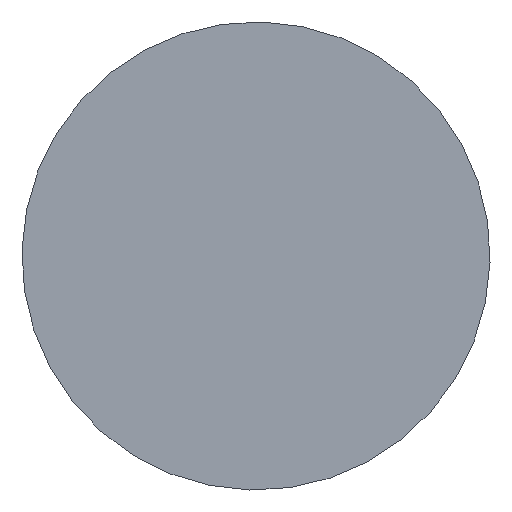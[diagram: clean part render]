
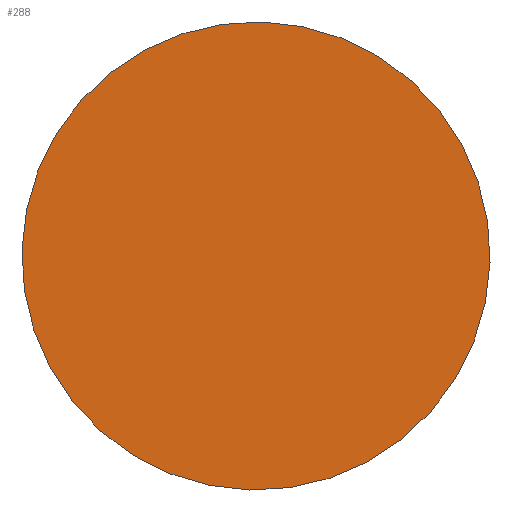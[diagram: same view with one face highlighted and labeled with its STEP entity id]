
A CAD part, front view. The second image highlights one B-rep face of the part: STEP entity #288.
In plain terms, the highlighted planar face has unit normal (0, -1, 0).
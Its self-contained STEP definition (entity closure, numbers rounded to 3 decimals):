
#41=PLANE('',#336);
#55=FACE_OUTER_BOUND('',#74,.T.);
#74=EDGE_LOOP('',(#213,#214));
#119=CIRCLE('',#337,30.);
#120=CIRCLE('',#338,30.);
#136=VERTEX_POINT('',#466);
#137=VERTEX_POINT('',#467);
#167=EDGE_CURVE('',#136,#137,#119,.T.);
#168=EDGE_CURVE('',#137,#136,#120,.T.);
#213=ORIENTED_EDGE('',*,*,#167,.F.);
#214=ORIENTED_EDGE('',*,*,#168,.F.);
#288=ADVANCED_FACE('',(#55),#41,.T.);
#336=AXIS2_PLACEMENT_3D('',#465,#390,#391);
#337=AXIS2_PLACEMENT_3D('',#468,#392,#393);
#338=AXIS2_PLACEMENT_3D('',#469,#394,#395);
#390=DIRECTION('center_axis',(0.,-1.,0.));
#391=DIRECTION('ref_axis',(0.316,0.,-0.949));
#392=DIRECTION('center_axis',(0.,1.,0.));
#393=DIRECTION('ref_axis',(-0.949,0.,-0.316));
#394=DIRECTION('center_axis',(0.,1.,0.));
#395=DIRECTION('ref_axis',(-0.949,0.,-0.316));
#465=CARTESIAN_POINT('Origin',(-14.23,-26.,-4.745));
#466=CARTESIAN_POINT('',(-28.459,-26.,-9.491));
#467=CARTESIAN_POINT('',(28.459,-26.,9.491));
#468=CARTESIAN_POINT('Origin',(0.,-26.,0.));
#469=CARTESIAN_POINT('Origin',(0.,-26.,0.));
